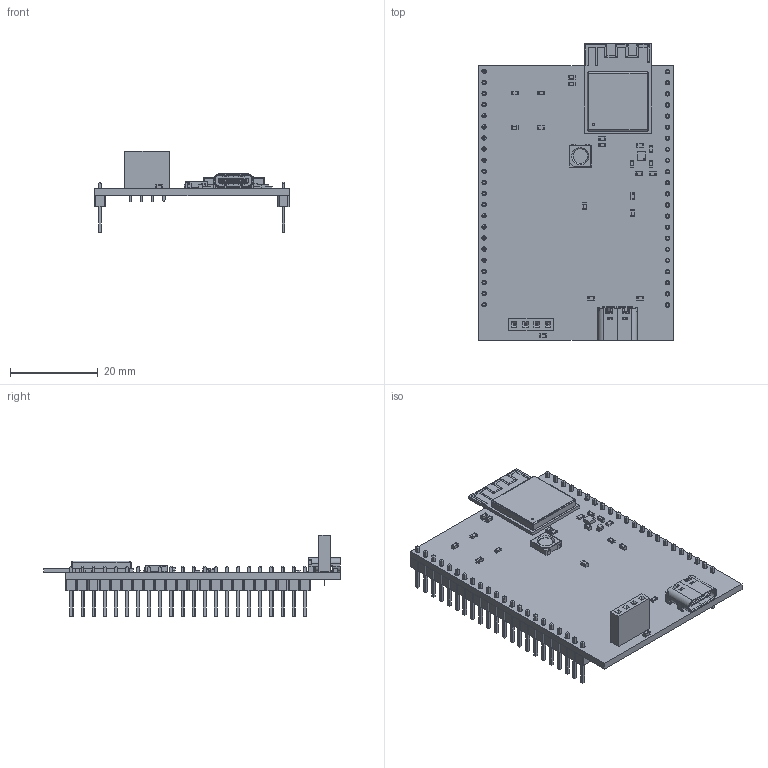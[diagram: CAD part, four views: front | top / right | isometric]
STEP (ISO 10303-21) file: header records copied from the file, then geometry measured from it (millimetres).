
FILE_DESCRIPTION(('KiCad electronic assembly'),'2;1');
FILE_NAME('ESP32_Sen.step','2025-12-31T12:04:30',('Pcbnew'),('Kicad'), 'Open CASCADE STEP processor 7.8','KiCad to STEP converter','Unknown' );
FILE_SCHEMA(('AUTOMOTIVE_DESIGN { 1 0 10303 214 1 1 1 1 }'));
Length unit declared in the file: millimetre
Products named in the file (20): ESP32_Sen 1; C_0603_1608Metric; R_0603_1608Metric; ESP32-S3-MINI-1-N8; LED_WS2812B_PLCC4_5.0x5.0mm_P3.2mm; LED_WS2812B_PLCC4_50x50mm_P32mm; PinHeader_1x22_P2.54mm_Vertical; PinHeader_1x22_P254mm_Vertical; LED_0603_1608Metric; PinSocket_1x04_P2.54mm_Vertical; USB_C_Receptacle_GCT_USB4105-xx-A_16P_TopMnt_Horizontal; USB_C_Receptacle_16P_TopMnt_Horizontal_GCT_USB4105-xx-A; WSON-6-1EP_2x2mm_P0.65mm_EP1x1.6mm; WSON_6_1EP_2x2mm_P065mm_EP1x16mm; ESP32_Sen_PCB
Assembly tree (37 placements, depth 3):
  ESP32_Sen 1
    C_0603_1608Metric  x9
      C_0603_1608Metric
    R_0603_1608Metric  x10
      R_0603_1608Metric
    ESP32-S3-MINI-1-N8
      ESP32-S3-MINI-1-N8
    LED_WS2812B_PLCC4_5.0x5.0mm_P3.2mm
      LED_WS2812B_PLCC4_50x50mm_P32mm
    PinHeader_1x22_P2.54mm_Vertical  x2
      PinHeader_1x22_P254mm_Vertical
    LED_0603_1608Metric
      LED_0603_1608Metric
    PinSocket_1x04_P2.54mm_Vertical
      PinSocket_1x04_P2.54mm_Vertical
    USB_C_Receptacle_GCT_USB4105-xx-A_16P_TopMnt_Horizontal
      USB_C_Receptacle_16P_TopMnt_Horizontal_GCT_USB4105-xx-A
    WSON-6-1EP_2x2mm_P0.65mm_EP1x1.6mm
      WSON_6_1EP_2x2mm_P065mm_EP1x16mm
    ESP32_Sen_PCB
Bounding box: 44.55 x 67.88 x 18.69 mm (x, y, z)
Volume: 5957.6 mm3; surface area: 10916.6 mm2
Topology: 160 solids, 160 shells, 3690 faces, 8952 edges, 5766 vertices
Faces by surface type: plane 3164, cylinder 509, cone 9, bspline 8
Full cylindrical faces by diameter (mm): 0.25 x1, 0.5 x2, 0.65 x2, 1 x48, 3.333 x1
Entity records: 89463 total; most frequent: CARTESIAN_POINT 13834, ORIENTED_EDGE 12964, DIRECTION 12582, EDGE_CURVE 6482, LINE 5786, VECTOR 5786, VERTEX_POINT 4190, AXIS2_PLACEMENT_3D 3398
